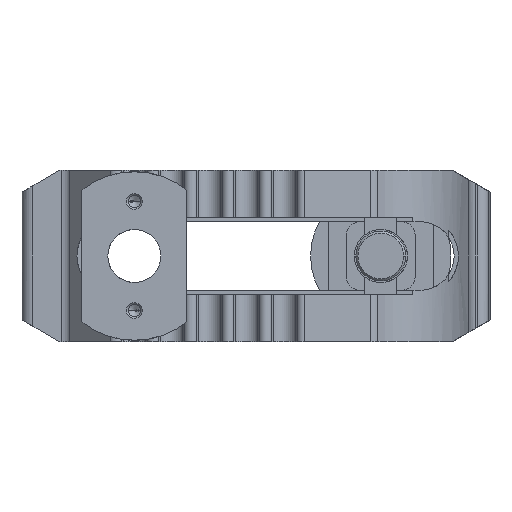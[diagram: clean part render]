
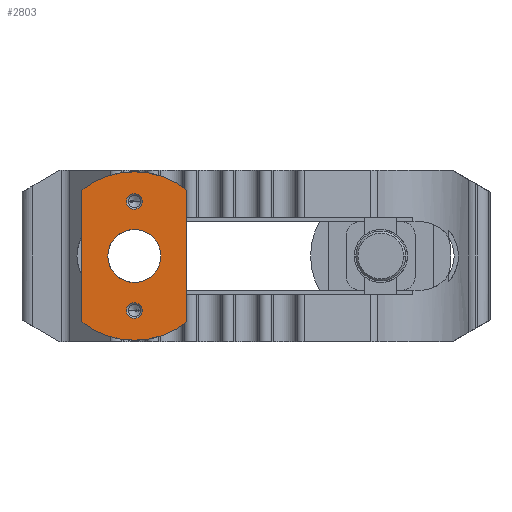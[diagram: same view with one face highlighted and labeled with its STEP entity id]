
A CAD part, front view. The second image highlights one B-rep face of the part: STEP entity #2803.
In plain terms, the highlighted planar face has unit normal (0, -1, 0).
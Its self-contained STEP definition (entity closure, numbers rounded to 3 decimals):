
#1755=EDGE_CURVE('',#4217,#2229,#5040,.T.);
#1825=VERTEX_POINT('',#5115);
#1925=VERTEX_POINT('',#5227);
#2157=EDGE_CURVE('',#1925,#2171,#5491,.T.);
#2171=VERTEX_POINT('',#5507);
#2229=VERTEX_POINT('',#5573);
#2407=EDGE_CURVE('',#4223,#4595,#5768,.T.);
#2415=EDGE_CURVE('',#4217,#2741,#5776,.T.);
#2741=VERTEX_POINT('',#6134);
#2803=ADVANCED_FACE('',(#6204,#6205,#6206,#6207),#6208,.T.);
#3023=EDGE_CURVE('',#3339,#2741,#6450,.T.);
#3211=EDGE_CURVE('',#4595,#4223,#6656,.T.);
#3339=VERTEX_POINT('',#6798);
#3483=EDGE_CURVE('',#4145,#1825,#6956,.T.);
#3537=EDGE_CURVE('',#2229,#3339,#7019,.T.);
#3973=EDGE_CURVE('',#1825,#4145,#7487,.T.);
#4145=VERTEX_POINT('',#7672);
#4217=VERTEX_POINT('',#7750);
#4223=VERTEX_POINT('',#7757);
#4501=EDGE_CURVE('',#2171,#1925,#8062,.T.);
#4595=VERTEX_POINT('',#8168);
#5040=CIRCLE('',#8678,27.0);
#5115=CARTESIAN_POINT('',(8.5,0.0,0.));
#5227=CARTESIAN_POINT('',(2.5,0.0,17.5));
#5491=CIRCLE('',#9446,2.5);
#5507=CARTESIAN_POINT('',(-2.5,0.,17.5));
#5573=CARTESIAN_POINT('',(16.8,0.0,21.137));
#5768=CIRCLE('',#9842,2.5);
#5776=LINE('',#9853,#9854);
#6134=CARTESIAN_POINT('',(-16.8,0.0,-21.137));
#6204=FACE_BOUND('',#10418,.T.);
#6205=FACE_BOUND('',#10419,.T.);
#6206=FACE_BOUND('',#10420,.T.);
#6207=FACE_OUTER_BOUND('',#10421,.T.);
#6208=PLANE('',#10422);
#6450=CIRCLE('',#10803,27.0);
#6656=CIRCLE('',#11096,2.5);
#6798=CARTESIAN_POINT('',(16.8,0.0,-21.137));
#6956=CIRCLE('',#11502,8.5);
#7019=LINE('',#11589,#11590);
#7487=CIRCLE('',#12311,8.5);
#7672=CARTESIAN_POINT('',(-8.5,0.,0.));
#7750=CARTESIAN_POINT('',(-16.8,0.0,21.137));
#7757=CARTESIAN_POINT('',(2.5,0.,-17.5));
#8062=CIRCLE('',#13256,2.5);
#8168=CARTESIAN_POINT('',(-2.5,0.0,-17.5));
#8678=AXIS2_PLACEMENT_3D('',#14067,#14068,#14069);
#9446=AXIS2_PLACEMENT_3D('',#14663,#14664,#14665);
#9842=AXIS2_PLACEMENT_3D('',#15012,#15013,#15014);
#9853=CARTESIAN_POINT('',(-16.8,0.0,28.0));
#9854=VECTOR('',#15021,1.0);
#10418=EDGE_LOOP('',(#15538,#15539));
#10419=EDGE_LOOP('',(#15540,#15541));
#10420=EDGE_LOOP('',(#15542,#15543));
#10421=EDGE_LOOP('',(#15544,#15545,#15546,#15547));
#10422=AXIS2_PLACEMENT_3D('',#15548,#15549,#15550);
#10803=AXIS2_PLACEMENT_3D('',#15812,#15813,#15814);
#11096=AXIS2_PLACEMENT_3D('',#16022,#16023,#16024);
#11502=AXIS2_PLACEMENT_3D('',#16441,#16442,#16443);
#11589=CARTESIAN_POINT('',(16.8,0.0,28.0));
#11590=VECTOR('',#16539,1.0);
#12311=AXIS2_PLACEMENT_3D('',#17002,#17003,#17004);
#13256=AXIS2_PLACEMENT_3D('',#17663,#17664,#17665);
#14067=CARTESIAN_POINT('',(0.0,0.0,0.0));
#14068=DIRECTION('',(0.,1.0,0.));
#14069=DIRECTION('',(-1.0,0.,0.));
#14663=CARTESIAN_POINT('',(0.0,0.0,17.5));
#14664=DIRECTION('',(0.,1.0,0.));
#14665=DIRECTION('',(1.0,0.,0.));
#15012=CARTESIAN_POINT('',(0.0,0.0,-17.5));
#15013=DIRECTION('',(0.,1.0,0.));
#15014=DIRECTION('',(-1.0,0.,0.));
#15021=DIRECTION('',(0.0,0.,-1.0));
#15538=ORIENTED_EDGE('',*,*,#3211,.T.);
#15539=ORIENTED_EDGE('',*,*,#2407,.T.);
#15540=ORIENTED_EDGE('',*,*,#2157,.T.);
#15541=ORIENTED_EDGE('',*,*,#4501,.T.);
#15542=ORIENTED_EDGE('',*,*,#3973,.T.);
#15543=ORIENTED_EDGE('',*,*,#3483,.T.);
#15544=ORIENTED_EDGE('',*,*,#1755,.F.);
#15545=ORIENTED_EDGE('',*,*,#2415,.T.);
#15546=ORIENTED_EDGE('',*,*,#3023,.F.);
#15547=ORIENTED_EDGE('',*,*,#3537,.F.);
#15548=CARTESIAN_POINT('',(-16.8,0.0,28.0));
#15549=DIRECTION('',(0.,-1.0,0.));
#15550=DIRECTION('',(-1.0,0.,0.));
#15812=CARTESIAN_POINT('',(0.0,0.0,0.0));
#15813=DIRECTION('',(0.,1.0,0.));
#15814=DIRECTION('',(-1.0,0.,0.));
#16022=CARTESIAN_POINT('',(0.0,0.0,-17.5));
#16023=DIRECTION('',(0.,1.0,0.));
#16024=DIRECTION('',(-1.0,0.,0.));
#16441=CARTESIAN_POINT('',(0.0,0.0,0.0));
#16442=DIRECTION('',(0.,1.0,0.));
#16443=DIRECTION('',(-1.0,0.,0.));
#16539=DIRECTION('',(0.0,0.,-1.0));
#17002=CARTESIAN_POINT('',(0.0,0.0,0.0));
#17003=DIRECTION('',(0.,1.0,0.));
#17004=DIRECTION('',(-1.0,0.,0.));
#17663=CARTESIAN_POINT('',(0.0,0.0,17.5));
#17664=DIRECTION('',(0.,1.0,0.));
#17665=DIRECTION('',(1.0,0.,0.));
